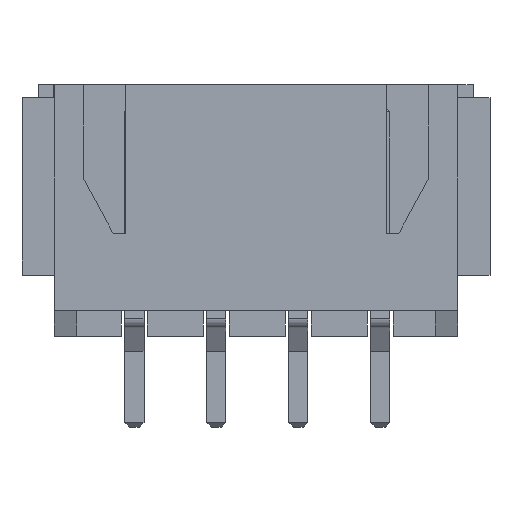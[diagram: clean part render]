
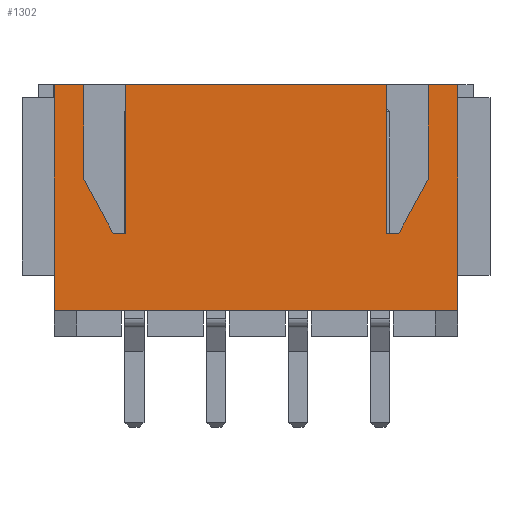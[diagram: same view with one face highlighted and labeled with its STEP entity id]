
A CAD part, front view. The second image highlights one B-rep face of the part: STEP entity #1302.
In plain terms, the highlighted planar face has unit normal (0, -1, 0).
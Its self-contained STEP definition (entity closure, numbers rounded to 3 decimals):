
#750 = VERTEX_POINT('',#751);
#751 = CARTESIAN_POINT('',(6.25,-3.,7.8));
#757 = EDGE_CURVE('',#758,#750,#760,.T.);
#758 = VERTEX_POINT('',#759);
#759 = CARTESIAN_POINT('',(6.25,-3.,0.8));
#760 = LINE('',#761,#762);
#761 = CARTESIAN_POINT('',(6.25,-3.,0.));
#762 = VECTOR('',#763,1.);
#763 = DIRECTION('',(0.,0.,1.));
#915 = VERTEX_POINT('',#916);
#916 = CARTESIAN_POINT('',(-6.25,-3.,0.8));
#924 = EDGE_CURVE('',#915,#925,#927,.T.);
#925 = VERTEX_POINT('',#926);
#926 = CARTESIAN_POINT('',(-6.25,-3.,7.8));
#927 = LINE('',#928,#929);
#928 = CARTESIAN_POINT('',(-6.25,-3.,0.));
#929 = VECTOR('',#930,1.);
#930 = DIRECTION('',(0.,0.,1.));
#1288 = EDGE_CURVE('',#915,#758,#1289,.T.);
#1289 = LINE('',#1290,#1291);
#1290 = CARTESIAN_POINT('',(-6.25,-3.,0.8));
#1291 = VECTOR('',#1292,1.);
#1292 = DIRECTION('',(1.,0.,0.));
#1302 = ADVANCED_FACE('',(#1303),#1394,.T.);
#1303 = FACE_BOUND('',#1304,.T.);
#1304 = EDGE_LOOP('',(#1305,#1306,#1307,#1308,#1316,#1324,#1332,#1340,
    #1348,#1356,#1364,#1372,#1380,#1388));
#1305 = ORIENTED_EDGE('',*,*,#924,.F.);
#1306 = ORIENTED_EDGE('',*,*,#1288,.T.);
#1307 = ORIENTED_EDGE('',*,*,#757,.T.);
#1308 = ORIENTED_EDGE('',*,*,#1309,.T.);
#1309 = EDGE_CURVE('',#750,#1310,#1312,.T.);
#1310 = VERTEX_POINT('',#1311);
#1311 = CARTESIAN_POINT('',(5.33,-3.,7.8));
#1312 = LINE('',#1313,#1314);
#1313 = CARTESIAN_POINT('',(6.25,-3.,7.8));
#1314 = VECTOR('',#1315,1.);
#1315 = DIRECTION('',(-1.,0.,0.));
#1316 = ORIENTED_EDGE('',*,*,#1317,.T.);
#1317 = EDGE_CURVE('',#1310,#1318,#1320,.T.);
#1318 = VERTEX_POINT('',#1319);
#1319 = CARTESIAN_POINT('',(5.33,-3.,4.86));
#1320 = LINE('',#1321,#1322);
#1321 = CARTESIAN_POINT('',(5.33,-3.,7.8));
#1322 = VECTOR('',#1323,1.);
#1323 = DIRECTION('',(0.,0.,-1.));
#1324 = ORIENTED_EDGE('',*,*,#1325,.T.);
#1325 = EDGE_CURVE('',#1318,#1326,#1328,.T.);
#1326 = VERTEX_POINT('',#1327);
#1327 = CARTESIAN_POINT('',(4.43,-3.,3.2));
#1328 = LINE('',#1329,#1330);
#1329 = CARTESIAN_POINT('',(5.33,-3.,4.86));
#1330 = VECTOR('',#1331,1.);
#1331 = DIRECTION('',(-0.477,-0.,-0.879));
#1332 = ORIENTED_EDGE('',*,*,#1333,.T.);
#1333 = EDGE_CURVE('',#1326,#1334,#1336,.T.);
#1334 = VERTEX_POINT('',#1335);
#1335 = CARTESIAN_POINT('',(4.03,-3.,3.2));
#1336 = LINE('',#1337,#1338);
#1337 = CARTESIAN_POINT('',(4.43,-3.,3.2));
#1338 = VECTOR('',#1339,1.);
#1339 = DIRECTION('',(-1.,0.,0.));
#1340 = ORIENTED_EDGE('',*,*,#1341,.T.);
#1341 = EDGE_CURVE('',#1334,#1342,#1344,.T.);
#1342 = VERTEX_POINT('',#1343);
#1343 = CARTESIAN_POINT('',(4.03,-3.,7.8));
#1344 = LINE('',#1345,#1346);
#1345 = CARTESIAN_POINT('',(4.03,-3.,3.2));
#1346 = VECTOR('',#1347,1.);
#1347 = DIRECTION('',(0.,0.,1.));
#1348 = ORIENTED_EDGE('',*,*,#1349,.T.);
#1349 = EDGE_CURVE('',#1342,#1350,#1352,.T.);
#1350 = VERTEX_POINT('',#1351);
#1351 = CARTESIAN_POINT('',(-4.03,-3.,7.8));
#1352 = LINE('',#1353,#1354);
#1353 = CARTESIAN_POINT('',(6.25,-3.,7.8));
#1354 = VECTOR('',#1355,1.);
#1355 = DIRECTION('',(-1.,0.,0.));
#1356 = ORIENTED_EDGE('',*,*,#1357,.F.);
#1357 = EDGE_CURVE('',#1358,#1350,#1360,.T.);
#1358 = VERTEX_POINT('',#1359);
#1359 = CARTESIAN_POINT('',(-4.03,-3.,3.2));
#1360 = LINE('',#1361,#1362);
#1361 = CARTESIAN_POINT('',(-4.03,-3.,3.2));
#1362 = VECTOR('',#1363,1.);
#1363 = DIRECTION('',(0.,0.,1.));
#1364 = ORIENTED_EDGE('',*,*,#1365,.F.);
#1365 = EDGE_CURVE('',#1366,#1358,#1368,.T.);
#1366 = VERTEX_POINT('',#1367);
#1367 = CARTESIAN_POINT('',(-4.43,-3.,3.2));
#1368 = LINE('',#1369,#1370);
#1369 = CARTESIAN_POINT('',(-4.43,-3.,3.2));
#1370 = VECTOR('',#1371,1.);
#1371 = DIRECTION('',(1.,0.,0.));
#1372 = ORIENTED_EDGE('',*,*,#1373,.F.);
#1373 = EDGE_CURVE('',#1374,#1366,#1376,.T.);
#1374 = VERTEX_POINT('',#1375);
#1375 = CARTESIAN_POINT('',(-5.33,-3.,4.86));
#1376 = LINE('',#1377,#1378);
#1377 = CARTESIAN_POINT('',(-5.33,-3.,4.86));
#1378 = VECTOR('',#1379,1.);
#1379 = DIRECTION('',(0.477,0.,-0.879));
#1380 = ORIENTED_EDGE('',*,*,#1381,.F.);
#1381 = EDGE_CURVE('',#1382,#1374,#1384,.T.);
#1382 = VERTEX_POINT('',#1383);
#1383 = CARTESIAN_POINT('',(-5.33,-3.,7.8));
#1384 = LINE('',#1385,#1386);
#1385 = CARTESIAN_POINT('',(-5.33,-3.,7.8));
#1386 = VECTOR('',#1387,1.);
#1387 = DIRECTION('',(0.,0.,-1.));
#1388 = ORIENTED_EDGE('',*,*,#1389,.T.);
#1389 = EDGE_CURVE('',#1382,#925,#1390,.T.);
#1390 = LINE('',#1391,#1392);
#1391 = CARTESIAN_POINT('',(6.25,-3.,7.8));
#1392 = VECTOR('',#1393,1.);
#1393 = DIRECTION('',(-1.,0.,0.));
#1394 = PLANE('',#1395);
#1395 = AXIS2_PLACEMENT_3D('',#1396,#1397,#1398);
#1396 = CARTESIAN_POINT('',(6.25,-3.,0.));
#1397 = DIRECTION('',(0.,-1.,0.));
#1398 = DIRECTION('',(-1.,0.,0.));
